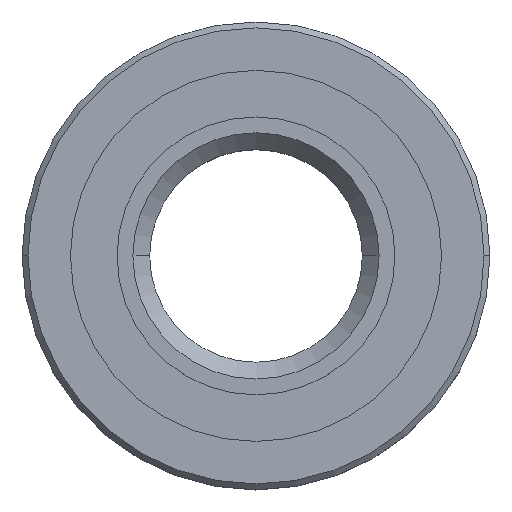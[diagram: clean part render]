
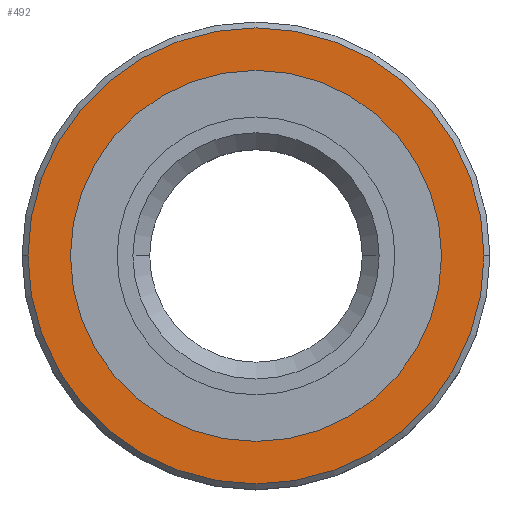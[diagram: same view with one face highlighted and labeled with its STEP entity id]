
A CAD part, top view. The second image highlights one B-rep face of the part: STEP entity #492.
In plain terms, the highlighted planar face has unit normal (0, 0, 1).
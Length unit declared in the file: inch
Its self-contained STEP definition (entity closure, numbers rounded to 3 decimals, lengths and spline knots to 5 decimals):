
#59 = ORIENTED_EDGE ( 'NONE', *, *, #478, .T. ) ;
#74 = EDGE_CURVE ( 'NONE', #1249, #109, #1086, .T. ) ;
#109 = VERTEX_POINT ( 'NONE', #525 ) ;
#142 = CIRCLE ( 'NONE', #540, 0.54533 ) ;
#276 = EDGE_CURVE ( 'NONE', #699, #814, #142, .T. ) ;
#303 = FACE_BOUND ( 'NONE', #1017, .T. ) ;
#312 = CIRCLE ( 'NONE', #780, 0.67031 ) ;
#334 = FACE_OUTER_BOUND ( 'NONE', #1173, .T. ) ;
#418 = DIRECTION ( 'NONE',  ( 1., 0., 0. ) ) ;
#421 = DIRECTION ( 'NONE',  ( 0., 0., 1. ) ) ;
#430 = CARTESIAN_POINT ( 'NONE',  ( 0., 0., 0.17188 ) ) ;
#439 = DIRECTION ( 'NONE',  ( 0., 0., -1. ) ) ;
#463 = CIRCLE ( 'NONE', #1127, 0.54533 ) ;
#478 = EDGE_CURVE ( 'NONE', #109, #1249, #312, .T. ) ;
#492 = ADVANCED_FACE ( 'NONE', ( #303, #334 ), #1043, .F. ) ;
#525 = CARTESIAN_POINT ( 'NONE',  ( 0.67031, 0., 0.17188 ) ) ;
#540 = AXIS2_PLACEMENT_3D ( 'NONE', #1398, #799, #1544 ) ;
#699 = VERTEX_POINT ( 'NONE', #1288 ) ;
#754 = DIRECTION ( 'NONE',  ( -1., 0., 0. ) ) ;
#780 = AXIS2_PLACEMENT_3D ( 'NONE', #1108, #1039, #1075 ) ;
#799 = DIRECTION ( 'NONE',  ( 0., 0., 1. ) ) ;
#814 = VERTEX_POINT ( 'NONE', #831 ) ;
#831 = CARTESIAN_POINT ( 'NONE',  ( 0.54533, 0., 0.17188 ) ) ;
#869 = EDGE_CURVE ( 'NONE', #814, #699, #463, .T. ) ;
#915 = CARTESIAN_POINT ( 'NONE',  ( 0., 0.67031, 0.17188 ) ) ;
#1017 = EDGE_LOOP ( 'NONE', ( #1503, #1388 ) ) ;
#1039 = DIRECTION ( 'NONE',  ( 0., 0., 1. ) ) ;
#1040 = AXIS2_PLACEMENT_3D ( 'NONE', #915, #439, #754 ) ;
#1043 = PLANE ( 'NONE',  #1040 ) ;
#1075 = DIRECTION ( 'NONE',  ( 1., 0., 0. ) ) ;
#1086 = CIRCLE ( 'NONE', #1722, 0.67031 ) ;
#1108 = CARTESIAN_POINT ( 'NONE',  ( 0., 0., 0.17188 ) ) ;
#1127 = AXIS2_PLACEMENT_3D ( 'NONE', #430, #421, #418 ) ;
#1173 = EDGE_LOOP ( 'NONE', ( #1407, #59 ) ) ;
#1249 = VERTEX_POINT ( 'NONE', #1661 ) ;
#1288 = CARTESIAN_POINT ( 'NONE',  ( -0.54533, 0., 0.17188 ) ) ;
#1388 = ORIENTED_EDGE ( 'NONE', *, *, #276, .F. ) ;
#1398 = CARTESIAN_POINT ( 'NONE',  ( 0., 0., 0.17188 ) ) ;
#1407 = ORIENTED_EDGE ( 'NONE', *, *, #74, .T. ) ;
#1461 = DIRECTION ( 'NONE',  ( 1., 0., 0. ) ) ;
#1503 = ORIENTED_EDGE ( 'NONE', *, *, #869, .F. ) ;
#1509 = CARTESIAN_POINT ( 'NONE',  ( 0., 0., 0.17188 ) ) ;
#1544 = DIRECTION ( 'NONE',  ( 1., 0., 0. ) ) ;
#1584 = DIRECTION ( 'NONE',  ( 0., 0., 1. ) ) ;
#1661 = CARTESIAN_POINT ( 'NONE',  ( -0.67031, 0., 0.17188 ) ) ;
#1722 = AXIS2_PLACEMENT_3D ( 'NONE', #1509, #1584, #1461 ) ;
